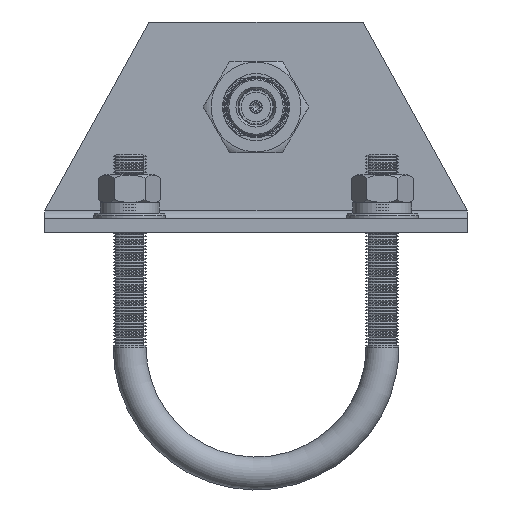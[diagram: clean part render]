
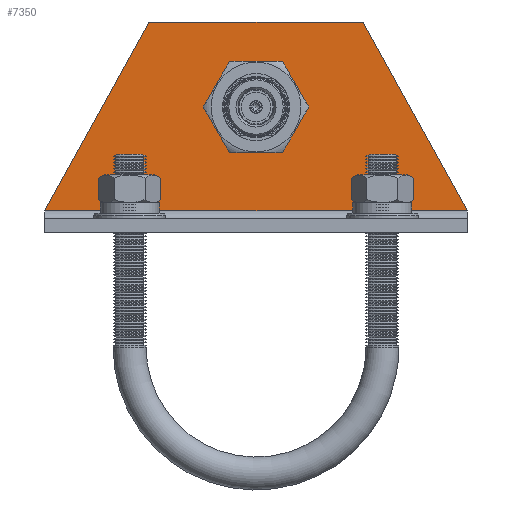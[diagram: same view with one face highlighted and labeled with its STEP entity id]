
A CAD part, front view. The second image highlights one B-rep face of the part: STEP entity #7350.
In plain terms, the highlighted face is planar.
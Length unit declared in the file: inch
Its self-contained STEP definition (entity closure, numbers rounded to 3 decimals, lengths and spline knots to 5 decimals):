
#1099 = VERTEX_POINT ( 'NONE', #7844 ) ;
#1144 = FACE_BOUND ( 'NONE', #15465, .T. ) ;
#1606 = ORIENTED_EDGE ( 'NONE', *, *, #18174, .T. ) ;
#1819 = CARTESIAN_POINT ( 'NONE',  ( -0.127, 1.975, -0.2 ) ) ;
#1989 = VECTOR ( 'NONE', #4174, 39.37008 ) ;
#2721 = LINE ( 'NONE', #17317, #11451 ) ;
#2772 = VECTOR ( 'NONE', #11301, 39.37008 ) ;
#3930 = CARTESIAN_POINT ( 'NONE',  ( -0.127, 1.975, -1.965 ) ) ;
#4174 = DIRECTION ( 'NONE',  ( 0., 0.484, 0.875 ) ) ;
#4248 = CARTESIAN_POINT ( 'NONE',  ( -0.127, 1., -1.965 ) ) ;
#4660 = CARTESIAN_POINT ( 'NONE',  ( -0.127, -1., -1.965 ) ) ;
#4747 = EDGE_LOOP ( 'NONE', ( #1606, #18924, #17802, #18895 ) ) ;
#5618 = VERTEX_POINT ( 'NONE', #4660 ) ;
#5693 = DIRECTION ( 'NONE',  ( 0., 0., -1. ) ) ;
#5866 = VERTEX_POINT ( 'NONE', #1819 ) ;
#5903 = VERTEX_POINT ( 'NONE', #7175 ) ;
#7073 = VECTOR ( 'NONE', #17187, 39.37008 ) ;
#7175 = CARTESIAN_POINT ( 'NONE',  ( -0.127, 0., -1.493 ) ) ;
#7350 = ADVANCED_FACE ( 'NONE', ( #1144, #19022 ), #7352, .F. ) ;
#7352 = PLANE ( 'NONE',  #10542 ) ;
#7844 = CARTESIAN_POINT ( 'NONE',  ( -0.127, 1., -1.965 ) ) ;
#8772 = DIRECTION ( 'NONE',  ( 0., -1., 0. ) ) ;
#9121 = LINE ( 'NONE', #4248, #1989 ) ;
#10054 = CARTESIAN_POINT ( 'NONE',  ( -0.127, -1.975, -0.2 ) ) ;
#10542 = AXIS2_PLACEMENT_3D ( 'NONE', #3930, #15968, #5693 ) ;
#10583 = DIRECTION ( 'NONE',  ( -1., 0., 0. ) ) ;
#11301 = DIRECTION ( 'NONE',  ( 0., 0.484, -0.875 ) ) ;
#11451 = VECTOR ( 'NONE', #8772, 39.37008 ) ;
#15465 = EDGE_LOOP ( 'NONE', ( #20024 ) ) ;
#15968 = DIRECTION ( 'NONE',  ( 1., 0., 0. ) ) ;
#16092 = CIRCLE ( 'NONE', #20017, 0.3225 ) ;
#16195 = LINE ( 'NONE', #22445, #7073 ) ;
#17187 = DIRECTION ( 'NONE',  ( 0., -1., 0. ) ) ;
#17317 = CARTESIAN_POINT ( 'NONE',  ( -0.127, 1.975, -0.2 ) ) ;
#17468 = VERTEX_POINT ( 'NONE', #10054 ) ;
#17802 = ORIENTED_EDGE ( 'NONE', *, *, #20253, .F. ) ;
#18174 = EDGE_CURVE ( 'NONE', #1099, #5618, #16195, .T. ) ;
#18895 = ORIENTED_EDGE ( 'NONE', *, *, #21627, .F. ) ;
#18924 = ORIENTED_EDGE ( 'NONE', *, *, #19943, .F. ) ;
#19022 = FACE_OUTER_BOUND ( 'NONE', #4747, .T. ) ;
#19209 = EDGE_CURVE ( 'NONE', #5903, #5903, #16092, .T. ) ;
#19943 = EDGE_CURVE ( 'NONE', #17468, #5618, #21196, .T. ) ;
#20017 = AXIS2_PLACEMENT_3D ( 'NONE', #20880, #10583, #22708 ) ;
#20024 = ORIENTED_EDGE ( 'NONE', *, *, #19209, .F. ) ;
#20253 = EDGE_CURVE ( 'NONE', #5866, #17468, #2721, .T. ) ;
#20880 = CARTESIAN_POINT ( 'NONE',  ( -0.127, 0., -1.1705 ) ) ;
#21196 = LINE ( 'NONE', #21646, #2772 ) ;
#21627 = EDGE_CURVE ( 'NONE', #1099, #5866, #9121, .T. ) ;
#21646 = CARTESIAN_POINT ( 'NONE',  ( -0.127, -1., -1.965 ) ) ;
#22445 = CARTESIAN_POINT ( 'NONE',  ( -0.127, 1.975, -1.965 ) ) ;
#22708 = DIRECTION ( 'NONE',  ( 0., 0., -1. ) ) ;
